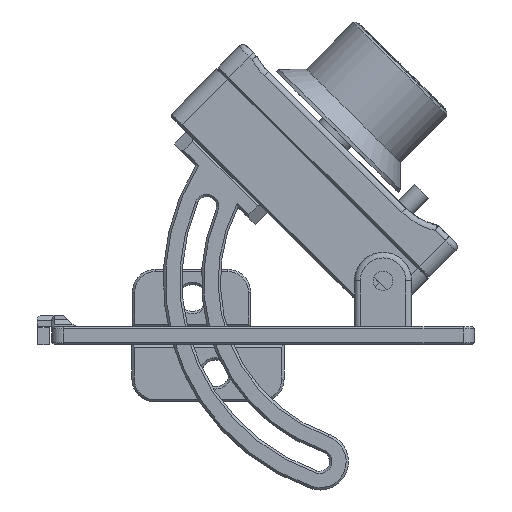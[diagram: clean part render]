
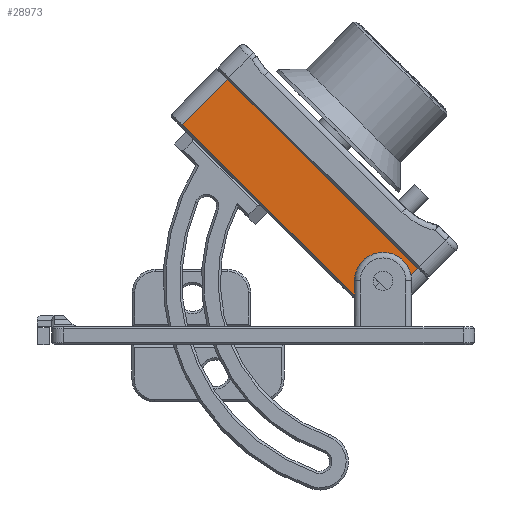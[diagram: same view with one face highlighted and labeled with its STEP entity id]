
A CAD part, left-side view. The second image highlights one B-rep face of the part: STEP entity #28973.
In plain terms, the highlighted planar face has unit normal (-1, 0, 0).
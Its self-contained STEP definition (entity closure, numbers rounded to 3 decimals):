
#2422=FACE_BOUND('',#6729,.T.);
#3264=CIRCLE('',#31351,2.35);
#4885=FACE_OUTER_BOUND('',#6728,.T.);
#6728=EDGE_LOOP('',(#25280,#25281,#25282,#25283));
#6729=EDGE_LOOP('',(#25284));
#8683=LINE('',#57465,#10763);
#8694=LINE('',#57498,#10774);
#8696=LINE('',#57504,#10776);
#8697=LINE('',#57505,#10777);
#10763=VECTOR('',#37249,10.);
#10774=VECTOR('',#37284,10.);
#10776=VECTOR('',#37290,10.);
#10777=VECTOR('',#37291,10.);
#13460=VERTEX_POINT('',#57458);
#13462=VERTEX_POINT('',#57464);
#13472=VERTEX_POINT('',#57497);
#13474=VERTEX_POINT('',#57503);
#13475=VERTEX_POINT('',#57506);
#17460=EDGE_CURVE('',#13460,#13462,#8683,.T.);
#17477=EDGE_CURVE('',#13462,#13472,#8694,.T.);
#17480=EDGE_CURVE('',#13474,#13460,#8696,.T.);
#17481=EDGE_CURVE('',#13472,#13474,#8697,.T.);
#17482=EDGE_CURVE('',#13475,#13475,#3264,.T.);
#25280=ORIENTED_EDGE('',*,*,#17460,.F.);
#25281=ORIENTED_EDGE('',*,*,#17480,.F.);
#25282=ORIENTED_EDGE('',*,*,#17481,.F.);
#25283=ORIENTED_EDGE('',*,*,#17477,.F.);
#25284=ORIENTED_EDGE('',*,*,#17482,.T.);
#27392=PLANE('',#31350);
#28973=ADVANCED_FACE('',(#4885,#2422),#27392,.T.);
#31350=AXIS2_PLACEMENT_3D('',#57502,#37288,#37289);
#31351=AXIS2_PLACEMENT_3D('',#57507,#37292,#37293);
#37249=DIRECTION('',(0.,0.,1.));
#37284=DIRECTION('',(0.,-1.,0.));
#37288=DIRECTION('center_axis',(-1.,0.,0.));
#37289=DIRECTION('ref_axis',(0.,0.,
1.));
#37290=DIRECTION('',(0.,1.,0.));
#37291=DIRECTION('',(0.,0.,-1.));
#37292=DIRECTION('center_axis',(1.,0.,0.));
#37293=DIRECTION('ref_axis',(0.,-1.,0.));
#57458=CARTESIAN_POINT('',(-6.625,-14.848,66.049));
#57464=CARTESIAN_POINT('',(-6.625,-14.848,113.049));
#57465=CARTESIAN_POINT('',(-6.625,-14.848,76.499));
#57497=CARTESIAN_POINT('',(-6.625,-26.048,113.049));
#57498=CARTESIAN_POINT('',(-6.625,-28.048,113.049));
#57502=CARTESIAN_POINT('Origin',(-6.625,-28.048,63.449));
#57503=CARTESIAN_POINT('',(-6.625,-26.048,66.049));
#57504=CARTESIAN_POINT('',(-6.625,-28.048,66.049));
#57505=CARTESIAN_POINT('',(-6.625,-26.048,76.499));
#57506=CARTESIAN_POINT('',(-6.625,-17.848,68.799));
#57507=CARTESIAN_POINT('Origin',(-6.625,-20.198,68.799));
